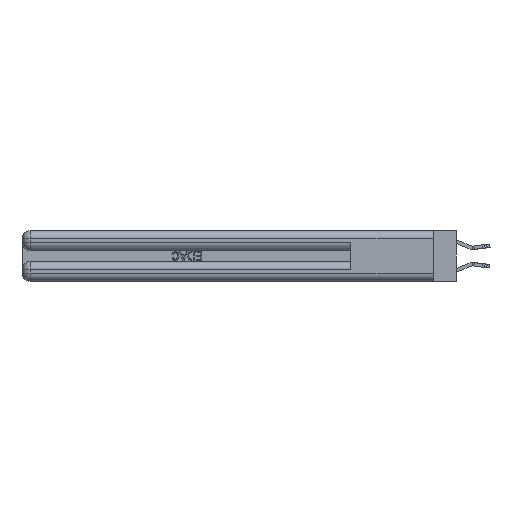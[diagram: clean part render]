
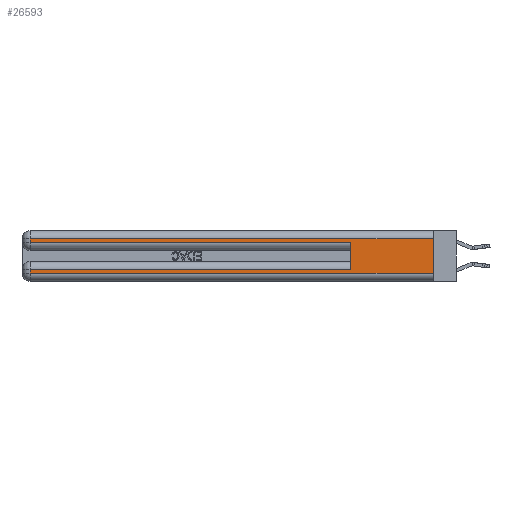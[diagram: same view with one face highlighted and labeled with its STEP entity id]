
A CAD part, left-side view. The second image highlights one B-rep face of the part: STEP entity #26593.
In plain terms, the highlighted planar face has unit normal (-1, 0, 0).
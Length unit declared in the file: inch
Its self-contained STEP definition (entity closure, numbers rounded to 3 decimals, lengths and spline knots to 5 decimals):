
#451 = VERTEX_POINT ( 'NONE', #22593 ) ;
#944 = EDGE_CURVE ( 'NONE', #6082, #451, #5326, .T. ) ;
#1139 = ORIENTED_EDGE ( 'NONE', *, *, #15582, .F. ) ;
#1896 = DIRECTION ( 'NONE',  ( 0., 0., 1. ) ) ;
#2937 = LINE ( 'NONE', #28568, #20142 ) ;
#4079 = LINE ( 'NONE', #8072, #25228 ) ;
#4585 = VERTEX_POINT ( 'NONE', #18303 ) ;
#5007 = VECTOR ( 'NONE', #27129, 39.37008 ) ;
#5146 = CARTESIAN_POINT ( 'NONE',  ( 0., 0., 0.285 ) ) ;
#5326 = LINE ( 'NONE', #7074, #18911 ) ;
#5535 = ORIENTED_EDGE ( 'NONE', *, *, #7930, .T. ) ;
#5896 = ORIENTED_EDGE ( 'NONE', *, *, #944, .T. ) ;
#6082 = VERTEX_POINT ( 'NONE', #16993 ) ;
#6285 = CARTESIAN_POINT ( 'NONE',  ( 0., 0., 0.37 ) ) ;
#6307 = VECTOR ( 'NONE', #1896, 39.37008 ) ;
#7074 = CARTESIAN_POINT ( 'NONE',  ( 0., 2.94, 0.37 ) ) ;
#7549 = ORIENTED_EDGE ( 'NONE', *, *, #30608, .T. ) ;
#7784 = CARTESIAN_POINT ( 'NONE',  ( 0., 2.94, 0.37 ) ) ;
#7875 = AXIS2_PLACEMENT_3D ( 'NONE', #6285, #8867, #26675 ) ;
#7909 = LINE ( 'NONE', #27341, #6307 ) ;
#7930 = EDGE_CURVE ( 'NONE', #29707, #25793, #10797, .T. ) ;
#8072 = CARTESIAN_POINT ( 'NONE',  ( 0., 0., 0.37 ) ) ;
#8208 = DIRECTION ( 'NONE',  ( 0., -1., 0. ) ) ;
#8867 = DIRECTION ( 'NONE',  ( 1., 0., 0. ) ) ;
#10116 = VECTOR ( 'NONE', #8208, 39.37008 ) ;
#10365 = DIRECTION ( 'NONE',  ( 0., 0., -1. ) ) ;
#10797 = LINE ( 'NONE', #7784, #15979 ) ;
#11732 = EDGE_CURVE ( 'NONE', #25793, #4585, #24457, .T. ) ;
#11809 = VERTEX_POINT ( 'NONE', #16147 ) ;
#12272 = EDGE_CURVE ( 'NONE', #451, #18052, #32033, .T. ) ;
#13633 = CARTESIAN_POINT ( 'NONE',  ( 0., 2.94, 0.06 ) ) ;
#15582 = EDGE_CURVE ( 'NONE', #11809, #18052, #7909, .T. ) ;
#15613 = EDGE_LOOP ( 'NONE', ( #31334, #18770, #5896, #30696, #1139, #7549, #5535, #32820 ) ) ;
#15979 = VECTOR ( 'NONE', #10365, 39.37008 ) ;
#16147 = CARTESIAN_POINT ( 'NONE',  ( 0., 0.6, 0.085 ) ) ;
#16993 = CARTESIAN_POINT ( 'NONE',  ( 0., 2.94, 0.31 ) ) ;
#17222 = DIRECTION ( 'NONE',  ( 0., 0., -1. ) ) ;
#18052 = VERTEX_POINT ( 'NONE', #20231 ) ;
#18303 = CARTESIAN_POINT ( 'NONE',  ( 0., 0., 0.06 ) ) ;
#18770 = ORIENTED_EDGE ( 'NONE', *, *, #24724, .T. ) ;
#18911 = VECTOR ( 'NONE', #17222, 39.37008 ) ;
#19405 = LINE ( 'NONE', #24583, #5007 ) ;
#20142 = VECTOR ( 'NONE', #31119, 39.37008 ) ;
#20231 = CARTESIAN_POINT ( 'NONE',  ( 0., 0.6, 0.285 ) ) ;
#21026 = EDGE_CURVE ( 'NONE', #22083, #4585, #4079, .T. ) ;
#21847 = CARTESIAN_POINT ( 'NONE',  ( 0., 0., 0.31 ) ) ;
#22083 = VERTEX_POINT ( 'NONE', #21847 ) ;
#22593 = CARTESIAN_POINT ( 'NONE',  ( 0., 2.94, 0.285 ) ) ;
#22993 = DIRECTION ( 'NONE',  ( 0., -1., 0. ) ) ;
#24127 = PLANE ( 'NONE',  #7875 ) ;
#24457 = LINE ( 'NONE', #28603, #10116 ) ;
#24583 = CARTESIAN_POINT ( 'NONE',  ( 0., 0., 0.31 ) ) ;
#24724 = EDGE_CURVE ( 'NONE', #22083, #6082, #19405, .T. ) ;
#24942 = CARTESIAN_POINT ( 'NONE',  ( 0., 2.94, 0.085 ) ) ;
#25228 = VECTOR ( 'NONE', #25892, 39.37008 ) ;
#25254 = VECTOR ( 'NONE', #22993, 39.37008 ) ;
#25793 = VERTEX_POINT ( 'NONE', #13633 ) ;
#25892 = DIRECTION ( 'NONE',  ( 0., 0., -1. ) ) ;
#25951 = FACE_OUTER_BOUND ( 'NONE', #15613, .T. ) ;
#26593 = ADVANCED_FACE ( 'NONE', ( #25951 ), #24127, .F. ) ;
#26675 = DIRECTION ( 'NONE',  ( 0., 0., -1. ) ) ;
#27129 = DIRECTION ( 'NONE',  ( 0., 1., 0. ) ) ;
#27341 = CARTESIAN_POINT ( 'NONE',  ( 0., 0.6, 0.145 ) ) ;
#28568 = CARTESIAN_POINT ( 'NONE',  ( 0., 0., 0.085 ) ) ;
#28603 = CARTESIAN_POINT ( 'NONE',  ( 0., 0., 0.06 ) ) ;
#29707 = VERTEX_POINT ( 'NONE', #24942 ) ;
#30608 = EDGE_CURVE ( 'NONE', #11809, #29707, #2937, .T. ) ;
#30696 = ORIENTED_EDGE ( 'NONE', *, *, #12272, .T. ) ;
#31119 = DIRECTION ( 'NONE',  ( 0., 1., 0. ) ) ;
#31334 = ORIENTED_EDGE ( 'NONE', *, *, #21026, .F. ) ;
#32033 = LINE ( 'NONE', #5146, #25254 ) ;
#32820 = ORIENTED_EDGE ( 'NONE', *, *, #11732, .T. ) ;
